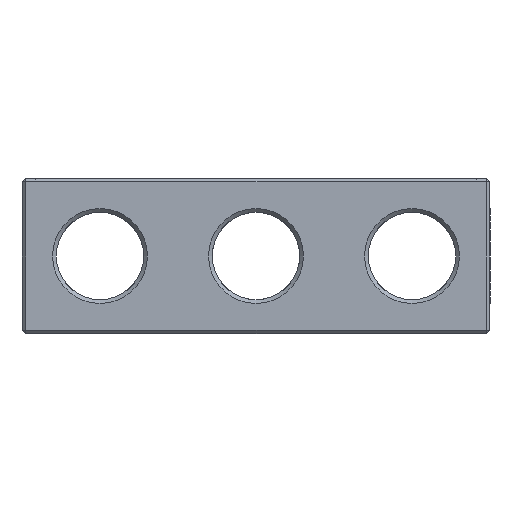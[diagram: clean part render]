
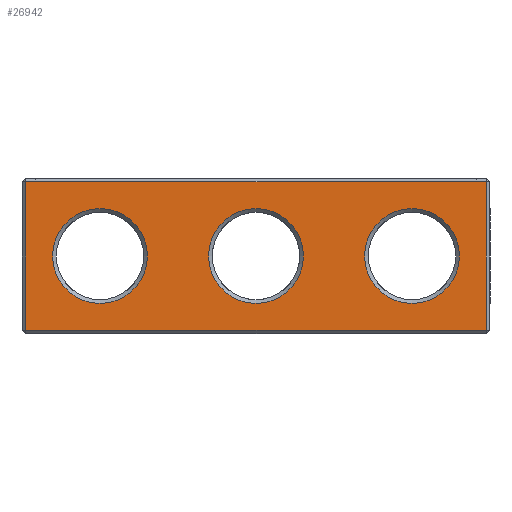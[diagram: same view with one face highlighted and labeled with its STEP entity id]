
A CAD part, front view. The second image highlights one B-rep face of the part: STEP entity #26942.
In plain terms, the highlighted planar face has unit normal (0, -1, 0).
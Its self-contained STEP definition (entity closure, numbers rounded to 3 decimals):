
#2463 = PLANE('',#2464);
#2464 = AXIS2_PLACEMENT_3D('',#2465,#2466,#2467);
#2465 = CARTESIAN_POINT('',(-18.75,-6.1,0.15));
#2466 = DIRECTION('',(0.,0.707,0.707));
#2467 = DIRECTION('',(1.,0.,0.));
#3370 = PLANE('',#3371);
#3371 = AXIS2_PLACEMENT_3D('',#3372,#3373,#3374);
#3372 = CARTESIAN_POINT('',(-18.75,-6.1,12.35));
#3373 = DIRECTION('',(0.,-0.707,0.707));
#3374 = DIRECTION('',(1.,0.,0.));
#9762 = PLANE('',#9763);
#9763 = AXIS2_PLACEMENT_3D('',#9764,#9765,#9766);
#9764 = CARTESIAN_POINT('',(-18.6,-6.1,0.));
#9765 = DIRECTION('',(-0.707,-0.707,0.));
#9766 = DIRECTION('',(0.,0.,1.));
#10124 = VERTEX_POINT('',#10125);
#10125 = CARTESIAN_POINT('',(-18.45,-6.25,0.3));
#10151 = EDGE_CURVE('',#10124,#10152,#10154,.T.);
#10152 = VERTEX_POINT('',#10153);
#10153 = CARTESIAN_POINT('',(18.45,-6.25,0.3));
#10154 = SURFACE_CURVE('',#10155,(#10159,#10166),.PCURVE_S1.);
#10155 = LINE('',#10156,#10157);
#10156 = CARTESIAN_POINT('',(-18.75,-6.25,0.3));
#10157 = VECTOR('',#10158,1.);
#10158 = DIRECTION('',(1.,0.,0.));
#10159 = PCURVE('',#2463,#10160);
#10160 = DEFINITIONAL_REPRESENTATION('',(#10161),#10165);
#10161 = LINE('',#10162,#10163);
#10162 = CARTESIAN_POINT('',(0.,-0.212));
#10163 = VECTOR('',#10164,1.);
#10164 = DIRECTION('',(1.,0.));
#10165 = ( GEOMETRIC_REPRESENTATION_CONTEXT(2) 
PARAMETRIC_REPRESENTATION_CONTEXT() REPRESENTATION_CONTEXT('2D SPACE',''
  ) );
#10166 = PCURVE('',#10167,#10172);
#10167 = PLANE('',#10168);
#10168 = AXIS2_PLACEMENT_3D('',#10169,#10170,#10171);
#10169 = CARTESIAN_POINT('',(-18.75,-6.25,0.));
#10170 = DIRECTION('',(0.,1.,0.));
#10171 = DIRECTION('',(1.,0.,0.));
#10172 = DEFINITIONAL_REPRESENTATION('',(#10173),#10177);
#10173 = LINE('',#10174,#10175);
#10174 = CARTESIAN_POINT('',(0.,-0.3));
#10175 = VECTOR('',#10176,1.);
#10176 = DIRECTION('',(1.,0.));
#10177 = ( GEOMETRIC_REPRESENTATION_CONTEXT(2) 
PARAMETRIC_REPRESENTATION_CONTEXT() REPRESENTATION_CONTEXT('2D SPACE',''
  ) );
#11671 = VERTEX_POINT('',#11672);
#11672 = CARTESIAN_POINT('',(-18.45,-6.25,12.2));
#11698 = EDGE_CURVE('',#11671,#11699,#11701,.T.);
#11699 = VERTEX_POINT('',#11700);
#11700 = CARTESIAN_POINT('',(18.45,-6.25,12.2));
#11701 = SURFACE_CURVE('',#11702,(#11706,#11713),.PCURVE_S1.);
#11702 = LINE('',#11703,#11704);
#11703 = CARTESIAN_POINT('',(-18.75,-6.25,12.2));
#11704 = VECTOR('',#11705,1.);
#11705 = DIRECTION('',(1.,0.,0.));
#11706 = PCURVE('',#3370,#11707);
#11707 = DEFINITIONAL_REPRESENTATION('',(#11708),#11712);
#11708 = LINE('',#11709,#11710);
#11709 = CARTESIAN_POINT('',(0.,-0.212));
#11710 = VECTOR('',#11711,1.);
#11711 = DIRECTION('',(1.,0.));
#11712 = ( GEOMETRIC_REPRESENTATION_CONTEXT(2) 
PARAMETRIC_REPRESENTATION_CONTEXT() REPRESENTATION_CONTEXT('2D SPACE',''
  ) );
#11713 = PCURVE('',#10167,#11714);
#11714 = DEFINITIONAL_REPRESENTATION('',(#11715),#11719);
#11715 = LINE('',#11716,#11717);
#11716 = CARTESIAN_POINT('',(0.,-12.2));
#11717 = VECTOR('',#11718,1.);
#11718 = DIRECTION('',(1.,0.));
#11719 = ( GEOMETRIC_REPRESENTATION_CONTEXT(2) 
PARAMETRIC_REPRESENTATION_CONTEXT() REPRESENTATION_CONTEXT('2D SPACE',''
  ) );
#25908 = EDGE_CURVE('',#10124,#11671,#25909,.T.);
#25909 = SURFACE_CURVE('',#25910,(#25914,#25921),.PCURVE_S1.);
#25910 = LINE('',#25911,#25912);
#25911 = CARTESIAN_POINT('',(-18.45,-6.25,0.));
#25912 = VECTOR('',#25913,1.);
#25913 = DIRECTION('',(0.,0.,1.));
#25914 = PCURVE('',#9762,#25915);
#25915 = DEFINITIONAL_REPRESENTATION('',(#25916),#25920);
#25916 = LINE('',#25917,#25918);
#25917 = CARTESIAN_POINT('',(0.,-0.212));
#25918 = VECTOR('',#25919,1.);
#25919 = DIRECTION('',(1.,0.));
#25920 = ( GEOMETRIC_REPRESENTATION_CONTEXT(2) 
PARAMETRIC_REPRESENTATION_CONTEXT() REPRESENTATION_CONTEXT('2D SPACE',''
  ) );
#25921 = PCURVE('',#10167,#25922);
#25922 = DEFINITIONAL_REPRESENTATION('',(#25923),#25927);
#25923 = LINE('',#25924,#25925);
#25924 = CARTESIAN_POINT('',(0.3,0.));
#25925 = VECTOR('',#25926,1.);
#25926 = DIRECTION('',(0.,-1.));
#25927 = ( GEOMETRIC_REPRESENTATION_CONTEXT(2) 
PARAMETRIC_REPRESENTATION_CONTEXT() REPRESENTATION_CONTEXT('2D SPACE',''
  ) );
#26942 = ADVANCED_FACE('',(#26943,#26974,#27005,#27036),#10167,.F.);
#26943 = FACE_BOUND('',#26944,.F.);
#26944 = EDGE_LOOP('',(#26945,#26946,#26947,#26973));
#26945 = ORIENTED_EDGE('',*,*,#25908,.T.);
#26946 = ORIENTED_EDGE('',*,*,#11698,.T.);
#26947 = ORIENTED_EDGE('',*,*,#26948,.F.);
#26948 = EDGE_CURVE('',#10152,#11699,#26949,.T.);
#26949 = SURFACE_CURVE('',#26950,(#26954,#26961),.PCURVE_S1.);
#26950 = LINE('',#26951,#26952);
#26951 = CARTESIAN_POINT('',(18.45,-6.25,0.));
#26952 = VECTOR('',#26953,1.);
#26953 = DIRECTION('',(0.,0.,1.));
#26954 = PCURVE('',#10167,#26955);
#26955 = DEFINITIONAL_REPRESENTATION('',(#26956),#26960);
#26956 = LINE('',#26957,#26958);
#26957 = CARTESIAN_POINT('',(37.2,0.));
#26958 = VECTOR('',#26959,1.);
#26959 = DIRECTION('',(0.,-1.));
#26960 = ( GEOMETRIC_REPRESENTATION_CONTEXT(2) 
PARAMETRIC_REPRESENTATION_CONTEXT() REPRESENTATION_CONTEXT('2D SPACE',''
  ) );
#26961 = PCURVE('',#26962,#26967);
#26962 = PLANE('',#26963);
#26963 = AXIS2_PLACEMENT_3D('',#26964,#26965,#26966);
#26964 = CARTESIAN_POINT('',(18.6,-6.1,0.));
#26965 = DIRECTION('',(0.707,-0.707,0.));
#26966 = DIRECTION('',(0.,0.,1.));
#26967 = DEFINITIONAL_REPRESENTATION('',(#26968),#26972);
#26968 = LINE('',#26969,#26970);
#26969 = CARTESIAN_POINT('',(0.,0.212));
#26970 = VECTOR('',#26971,1.);
#26971 = DIRECTION('',(1.,0.));
#26972 = ( GEOMETRIC_REPRESENTATION_CONTEXT(2) 
PARAMETRIC_REPRESENTATION_CONTEXT() REPRESENTATION_CONTEXT('2D SPACE',''
  ) );
#26973 = ORIENTED_EDGE('',*,*,#10151,.F.);
#26974 = FACE_BOUND('',#26975,.F.);
#26975 = EDGE_LOOP('',(#26976));
#26976 = ORIENTED_EDGE('',*,*,#26977,.F.);
#26977 = EDGE_CURVE('',#26978,#26978,#26980,.T.);
#26978 = VERTEX_POINT('',#26979);
#26979 = CARTESIAN_POINT('',(0.,-6.25,2.45));
#26980 = SURFACE_CURVE('',#26981,(#26986,#26993),.PCURVE_S1.);
#26981 = CIRCLE('',#26982,3.8);
#26982 = AXIS2_PLACEMENT_3D('',#26983,#26984,#26985);
#26983 = CARTESIAN_POINT('',(0.,-6.25,6.25));
#26984 = DIRECTION('',(0.,1.,0.));
#26985 = DIRECTION('',(0.,0.,-1.));
#26986 = PCURVE('',#10167,#26987);
#26987 = DEFINITIONAL_REPRESENTATION('',(#26988),#26992);
#26988 = CIRCLE('',#26989,3.8);
#26989 = AXIS2_PLACEMENT_2D('',#26990,#26991);
#26990 = CARTESIAN_POINT('',(18.75,-6.25));
#26991 = DIRECTION('',(0.,1.));
#26992 = ( GEOMETRIC_REPRESENTATION_CONTEXT(2) 
PARAMETRIC_REPRESENTATION_CONTEXT() REPRESENTATION_CONTEXT('2D SPACE',''
  ) );
#26993 = PCURVE('',#26994,#26999);
#26994 = CONICAL_SURFACE('',#26995,3.8,0.785);
#26995 = AXIS2_PLACEMENT_3D('',#26996,#26997,#26998);
#26996 = CARTESIAN_POINT('',(0.,-6.25,6.25));
#26997 = DIRECTION('',(0.,-1.,0.));
#26998 = DIRECTION('',(0.,0.,-1.));
#26999 = DEFINITIONAL_REPRESENTATION('',(#27000),#27004);
#27000 = LINE('',#27001,#27002);
#27001 = CARTESIAN_POINT('',(-0.,-0.));
#27002 = VECTOR('',#27003,1.);
#27003 = DIRECTION('',(-1.,-0.));
#27004 = ( GEOMETRIC_REPRESENTATION_CONTEXT(2) 
PARAMETRIC_REPRESENTATION_CONTEXT() REPRESENTATION_CONTEXT('2D SPACE',''
  ) );
#27005 = FACE_BOUND('',#27006,.F.);
#27006 = EDGE_LOOP('',(#27007));
#27007 = ORIENTED_EDGE('',*,*,#27008,.F.);
#27008 = EDGE_CURVE('',#27009,#27009,#27011,.T.);
#27009 = VERTEX_POINT('',#27010);
#27010 = CARTESIAN_POINT('',(-16.3,-6.25,6.25));
#27011 = SURFACE_CURVE('',#27012,(#27017,#27024),.PCURVE_S1.);
#27012 = CIRCLE('',#27013,3.8);
#27013 = AXIS2_PLACEMENT_3D('',#27014,#27015,#27016);
#27014 = CARTESIAN_POINT('',(-12.5,-6.25,6.25));
#27015 = DIRECTION('',(0.,1.,0.));
#27016 = DIRECTION('',(-1.,0.,0.));
#27017 = PCURVE('',#10167,#27018);
#27018 = DEFINITIONAL_REPRESENTATION('',(#27019),#27023);
#27019 = CIRCLE('',#27020,3.8);
#27020 = AXIS2_PLACEMENT_2D('',#27021,#27022);
#27021 = CARTESIAN_POINT('',(6.25,-6.25));
#27022 = DIRECTION('',(-1.,0.));
#27023 = ( GEOMETRIC_REPRESENTATION_CONTEXT(2) 
PARAMETRIC_REPRESENTATION_CONTEXT() REPRESENTATION_CONTEXT('2D SPACE',''
  ) );
#27024 = PCURVE('',#27025,#27030);
#27025 = CONICAL_SURFACE('',#27026,3.5,0.785);
#27026 = AXIS2_PLACEMENT_3D('',#27027,#27028,#27029);
#27027 = CARTESIAN_POINT('',(-12.5,-5.95,6.25));
#27028 = DIRECTION('',(0.,-1.,0.));
#27029 = DIRECTION('',(-1.,0.,0.));
#27030 = DEFINITIONAL_REPRESENTATION('',(#27031),#27035);
#27031 = LINE('',#27032,#27033);
#27032 = CARTESIAN_POINT('',(-0.,0.3));
#27033 = VECTOR('',#27034,1.);
#27034 = DIRECTION('',(-1.,0.));
#27035 = ( GEOMETRIC_REPRESENTATION_CONTEXT(2) 
PARAMETRIC_REPRESENTATION_CONTEXT() REPRESENTATION_CONTEXT('2D SPACE',''
  ) );
#27036 = FACE_BOUND('',#27037,.F.);
#27037 = EDGE_LOOP('',(#27038));
#27038 = ORIENTED_EDGE('',*,*,#27039,.T.);
#27039 = EDGE_CURVE('',#27040,#27040,#27042,.T.);
#27040 = VERTEX_POINT('',#27041);
#27041 = CARTESIAN_POINT('',(16.3,-6.25,6.25));
#27042 = SURFACE_CURVE('',#27043,(#27048,#27059),.PCURVE_S1.);
#27043 = CIRCLE('',#27044,3.8);
#27044 = AXIS2_PLACEMENT_3D('',#27045,#27046,#27047);
#27045 = CARTESIAN_POINT('',(12.5,-6.25,6.25));
#27046 = DIRECTION('',(0.,-1.,0.));
#27047 = DIRECTION('',(1.,0.,0.));
#27048 = PCURVE('',#10167,#27049);
#27049 = DEFINITIONAL_REPRESENTATION('',(#27050),#27058);
#27050 = ( BOUNDED_CURVE() B_SPLINE_CURVE(2,(#27051,#27052,#27053,#27054
    ,#27055,#27056,#27057),.UNSPECIFIED.,.T.,.F.) 
B_SPLINE_CURVE_WITH_KNOTS((1,2,2,2,2,1),(-2.094,0.,
    2.094,4.189,6.283,8.378),
.UNSPECIFIED.) CURVE() GEOMETRIC_REPRESENTATION_ITEM() 
RATIONAL_B_SPLINE_CURVE((1.,0.5,1.,0.5,1.,0.5,1.)) REPRESENTATION_ITEM(
  '') );
#27051 = CARTESIAN_POINT('',(35.05,-6.25));
#27052 = CARTESIAN_POINT('',(35.05,-12.832));
#27053 = CARTESIAN_POINT('',(29.35,-9.541));
#27054 = CARTESIAN_POINT('',(23.65,-6.25));
#27055 = CARTESIAN_POINT('',(29.35,-2.959));
#27056 = CARTESIAN_POINT('',(35.05,0.332));
#27057 = CARTESIAN_POINT('',(35.05,-6.25));
#27058 = ( GEOMETRIC_REPRESENTATION_CONTEXT(2) 
PARAMETRIC_REPRESENTATION_CONTEXT() REPRESENTATION_CONTEXT('2D SPACE',''
  ) );
#27059 = PCURVE('',#27060,#27065);
#27060 = CONICAL_SURFACE('',#27061,3.5,0.785);
#27061 = AXIS2_PLACEMENT_3D('',#27062,#27063,#27064);
#27062 = CARTESIAN_POINT('',(12.5,-5.95,6.25));
#27063 = DIRECTION('',(0.,-1.,0.));
#27064 = DIRECTION('',(1.,0.,0.));
#27065 = DEFINITIONAL_REPRESENTATION('',(#27066),#27070);
#27066 = LINE('',#27067,#27068);
#27067 = CARTESIAN_POINT('',(0.,0.3));
#27068 = VECTOR('',#27069,1.);
#27069 = DIRECTION('',(1.,0.));
#27070 = ( GEOMETRIC_REPRESENTATION_CONTEXT(2) 
PARAMETRIC_REPRESENTATION_CONTEXT() REPRESENTATION_CONTEXT('2D SPACE',''
  ) );
